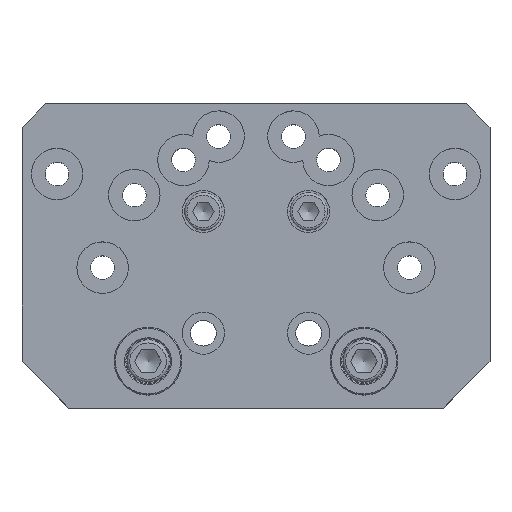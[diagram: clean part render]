
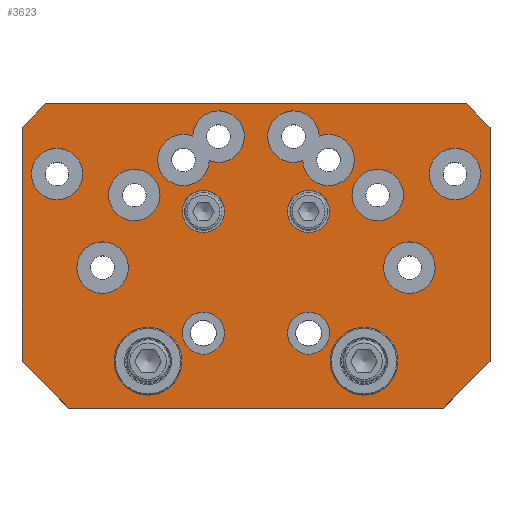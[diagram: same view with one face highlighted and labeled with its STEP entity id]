
A CAD part, top view. The second image highlights one B-rep face of the part: STEP entity #3623.
In plain terms, the highlighted planar face has unit normal (0, 0, 1).
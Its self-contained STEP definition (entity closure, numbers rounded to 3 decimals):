
#1321=CARTESIAN_POINT('',(-46.143,-159.5,112.));
#1322=VERTEX_POINT('',#1321);
#1323=CARTESIAN_POINT('',(-46.143,-145.5,112.));
#1324=DIRECTION('',(0.0,0.0,-1.0));
#1325=DIRECTION('',(0.0,-1.0,0.0));
#1326=AXIS2_PLACEMENT_3D('',#1323,#1324,#1325);
#1327=CIRCLE('',#1326,14.);
#1328=EDGE_CURVE('',#1322,#1322,#1327,.T.);
#1365=CARTESIAN_POINT('',(26.997,-49.254,112.));
#1366=VERTEX_POINT('',#1365);
#1375=CARTESIAN_POINT('',(20.003,-59.746,112.));
#1376=VERTEX_POINT('',#1375);
#1377=CARTESIAN_POINT('',(16.,-49.5,112.));
#1378=DIRECTION('',(0.0,0.0,-1.0));
#1379=DIRECTION('',(0.0,-1.0,0.0));
#1380=AXIS2_PLACEMENT_3D('',#1377,#1378,#1379);
#1381=CIRCLE('',#1380,11.0);
#1382=EDGE_CURVE('',#1376,#1366,#1381,.T.);
#1437=CARTESIAN_POINT('',(-26.997,-49.254,112.0));
#1438=VERTEX_POINT('',#1437);
#1454=CARTESIAN_POINT('',(-20.003,-59.746,112.0));
#1455=VERTEX_POINT('',#1454);
#1462=CARTESIAN_POINT('',(-16.,-49.5,112.0));
#1463=DIRECTION('',(0.0,0.0,-1.0));
#1464=DIRECTION('',(0.0,-1.0,0.0));
#1465=AXIS2_PLACEMENT_3D('',#1462,#1463,#1464);
#1466=CIRCLE('',#1465,11.0);
#1467=EDGE_CURVE('',#1438,#1455,#1466,.T.);
#1536=CARTESIAN_POINT('',(-31.,-59.5,112.0));
#1537=DIRECTION('',(0.0,0.0,-1.0));
#1538=DIRECTION('',(0.0,-1.0,0.0));
#1539=AXIS2_PLACEMENT_3D('',#1536,#1537,#1538);
#1540=CIRCLE('',#1539,11.0);
#1541=EDGE_CURVE('',#1455,#1438,#1540,.T.);
#2483=CARTESIAN_POINT('',(100.0,-45.5,112.));
#2484=VERTEX_POINT('',#2483);
#2491=CARTESIAN_POINT('',(100.0,-145.5,112.));
#2492=VERTEX_POINT('',#2491);
#2493=CARTESIAN_POINT('',(100.0,-45.5,112.));
#2494=DIRECTION('',(0.0,-1.0,0.0));
#2495=VECTOR('',#2494,100.);
#2496=LINE('',#2493,#2495);
#2497=EDGE_CURVE('',#2484,#2492,#2496,.T.);
#2514=CARTESIAN_POINT('',(90.0,-35.5,112.));
#2515=VERTEX_POINT('',#2514);
#2522=CARTESIAN_POINT('',(90.0,-35.5,112.));
#2523=DIRECTION('',(0.707,-0.707,0.0));
#2524=VECTOR('',#2523,14.142);
#2525=LINE('',#2522,#2524);
#2526=EDGE_CURVE('',#2515,#2484,#2525,.T.);
#2539=CARTESIAN_POINT('',(-90.,-35.5,112.));
#2540=VERTEX_POINT('',#2539);
#2547=CARTESIAN_POINT('',(90.0,-35.5,112.));
#2548=DIRECTION('',(-1.0,0.0,0.0));
#2549=VECTOR('',#2548,180.0);
#2550=LINE('',#2547,#2549);
#2551=EDGE_CURVE('',#2515,#2540,#2550,.T.);
#2639=CARTESIAN_POINT('',(-80.,-165.5,112.));
#2640=VERTEX_POINT('',#2639);
#2647=CARTESIAN_POINT('',(-100.,-145.5,112.0));
#2648=VERTEX_POINT('',#2647);
#2649=CARTESIAN_POINT('',(-80.,-165.5,112.));
#2650=DIRECTION('',(-0.707,0.707,0.));
#2651=VECTOR('',#2650,28.284);
#2652=LINE('',#2649,#2651);
#2653=EDGE_CURVE('',#2640,#2648,#2652,.T.);
#2701=CARTESIAN_POINT('',(80.0,-165.5,112.));
#2702=VERTEX_POINT('',#2701);
#2709=CARTESIAN_POINT('',(80.0,-165.5,112.));
#2710=DIRECTION('',(-1.0,0.0,0.0));
#2711=VECTOR('',#2710,160.0);
#2712=LINE('',#2709,#2711);
#2713=EDGE_CURVE('',#2702,#2640,#2712,.T.);
#2727=CARTESIAN_POINT('',(100.0,-145.5,112.));
#2728=DIRECTION('',(-0.707,-0.707,0.0));
#2729=VECTOR('',#2728,28.284);
#2730=LINE('',#2727,#2729);
#2731=EDGE_CURVE('',#2492,#2702,#2730,.T.);
#2743=CARTESIAN_POINT('',(-100.,-45.5,112.));
#2744=VERTEX_POINT('',#2743);
#2751=CARTESIAN_POINT('',(-100.0,-45.5,112.));
#2752=DIRECTION('',(0.707,0.707,0.0));
#2753=VECTOR('',#2752,14.142);
#2754=LINE('',#2751,#2753);
#2755=EDGE_CURVE('',#2744,#2540,#2754,.T.);
#2794=CARTESIAN_POINT('',(-52.,-85.5,112.0));
#2795=VERTEX_POINT('',#2794);
#2796=CARTESIAN_POINT('',(-52.,-74.5,112.0));
#2797=DIRECTION('',(0.0,0.0,-1.0));
#2798=DIRECTION('',(0.0,-1.0,0.0));
#2799=AXIS2_PLACEMENT_3D('',#2796,#2797,#2798);
#2800=CIRCLE('',#2799,11.0);
#2801=EDGE_CURVE('',#2795,#2795,#2800,.T.);
#2854=CARTESIAN_POINT('',(52.0,-85.5,112.));
#2855=VERTEX_POINT('',#2854);
#2856=CARTESIAN_POINT('',(52.,-74.5,112.));
#2857=DIRECTION('',(0.0,0.0,-1.0));
#2858=DIRECTION('',(0.0,-1.0,0.0));
#2859=AXIS2_PLACEMENT_3D('',#2856,#2857,#2858);
#2860=CIRCLE('',#2859,11.0);
#2861=EDGE_CURVE('',#2855,#2855,#2860,.T.);
#2905=CARTESIAN_POINT('',(31.,-59.5,112.));
#2906=DIRECTION('',(0.0,0.0,-1.0));
#2907=DIRECTION('',(0.0,-1.0,0.0));
#2908=AXIS2_PLACEMENT_3D('',#2905,#2906,#2907);
#2909=CIRCLE('',#2908,11.0);
#2910=EDGE_CURVE('',#1366,#1376,#2909,.T.);
#2948=CARTESIAN_POINT('',(-65.571,-116.5,112.0));
#2949=VERTEX_POINT('',#2948);
#2950=CARTESIAN_POINT('',(-65.571,-105.5,112.0));
#2951=DIRECTION('',(0.0,0.0,-1.0));
#2952=DIRECTION('',(0.0,-1.0,0.0));
#2953=AXIS2_PLACEMENT_3D('',#2950,#2951,#2952);
#2954=CIRCLE('',#2953,11.0);
#2955=EDGE_CURVE('',#2949,#2949,#2954,.T.);
#3040=CARTESIAN_POINT('',(65.571,-116.5,112.));
#3041=VERTEX_POINT('',#3040);
#3042=CARTESIAN_POINT('',(65.571,-105.5,112.));
#3043=DIRECTION('',(0.0,0.0,-1.0));
#3044=DIRECTION('',(0.0,-1.0,0.0));
#3045=AXIS2_PLACEMENT_3D('',#3042,#3043,#3044);
#3046=CIRCLE('',#3045,11.0);
#3047=EDGE_CURVE('',#3041,#3041,#3046,.T.);
#3117=CARTESIAN_POINT('',(-85.,-76.5,112.0));
#3118=VERTEX_POINT('',#3117);
#3119=CARTESIAN_POINT('',(-85.,-65.5,112.));
#3120=DIRECTION('',(0.0,0.0,-1.0));
#3121=DIRECTION('',(0.0,-1.0,0.0));
#3122=AXIS2_PLACEMENT_3D('',#3119,#3120,#3121);
#3123=CIRCLE('',#3122,11.0);
#3124=EDGE_CURVE('',#3118,#3118,#3123,.T.);
#3177=CARTESIAN_POINT('',(85.0,-76.5,112.));
#3178=VERTEX_POINT('',#3177);
#3179=CARTESIAN_POINT('',(85.0,-65.5,112.));
#3180=DIRECTION('',(0.0,0.0,-1.0));
#3181=DIRECTION('',(0.0,-1.0,0.0));
#3182=AXIS2_PLACEMENT_3D('',#3179,#3180,#3181);
#3183=CIRCLE('',#3182,11.0);
#3184=EDGE_CURVE('',#3178,#3178,#3183,.T.);
#3323=CARTESIAN_POINT('',(-22.5,-142.5,112.));
#3324=VERTEX_POINT('',#3323);
#3325=CARTESIAN_POINT('',(-22.5,-133.5,112.));
#3326=DIRECTION('',(0.0,0.0,-1.0));
#3327=DIRECTION('',(0.0,-1.0,0.0));
#3328=AXIS2_PLACEMENT_3D('',#3325,#3326,#3327);
#3329=CIRCLE('',#3328,9.0);
#3330=EDGE_CURVE('',#3324,#3324,#3329,.T.);
#3383=CARTESIAN_POINT('',(22.5,-142.5,112.));
#3384=VERTEX_POINT('',#3383);
#3385=CARTESIAN_POINT('',(22.5,-133.5,112.));
#3386=DIRECTION('',(0.0,0.0,-1.0));
#3387=DIRECTION('',(0.0,-1.0,0.0));
#3388=AXIS2_PLACEMENT_3D('',#3385,#3386,#3387);
#3389=CIRCLE('',#3388,9.0);
#3390=EDGE_CURVE('',#3384,#3384,#3389,.T.);
#3443=CARTESIAN_POINT('',(-22.5,-90.5,112.));
#3444=VERTEX_POINT('',#3443);
#3445=CARTESIAN_POINT('',(-22.5,-81.5,112.));
#3446=DIRECTION('',(0.0,0.0,-1.0));
#3447=DIRECTION('',(0.0,-1.0,0.0));
#3448=AXIS2_PLACEMENT_3D('',#3445,#3446,#3447);
#3449=CIRCLE('',#3448,9.0);
#3450=EDGE_CURVE('',#3444,#3444,#3449,.T.);
#3496=CARTESIAN_POINT('',(22.5,-90.5,112.));
#3497=VERTEX_POINT('',#3496);
#3498=CARTESIAN_POINT('',(22.5,-81.5,112.));
#3499=DIRECTION('',(0.0,0.0,-1.0));
#3500=DIRECTION('',(0.0,-1.0,0.0));
#3501=AXIS2_PLACEMENT_3D('',#3498,#3499,#3500);
#3502=CIRCLE('',#3501,9.0);
#3503=EDGE_CURVE('',#3497,#3497,#3502,.T.);
#3546=CARTESIAN_POINT('',(-100.,-45.5,112.));
#3547=DIRECTION('',(0.0,-1.0,0.0));
#3548=VECTOR('',#3547,100.0);
#3549=LINE('',#3546,#3548);
#3550=EDGE_CURVE('',#2744,#2648,#3549,.T.);
#3556=CARTESIAN_POINT('',(100.0,-35.5,112.));
#3557=DIRECTION('',(0.0,0.0,1.0));
#3558=DIRECTION('',(-1.0,0.0,0.0));
#3559=AXIS2_PLACEMENT_3D('',#3556,#3557,#3558);
#3560=PLANE('',#3559);
#3561=ORIENTED_EDGE('',*,*,#2653,.F.);
#3562=ORIENTED_EDGE('',*,*,#2713,.F.);
#3563=ORIENTED_EDGE('',*,*,#2731,.F.);
#3564=ORIENTED_EDGE('',*,*,#2497,.F.);
#3565=ORIENTED_EDGE('',*,*,#2526,.F.);
#3566=ORIENTED_EDGE('',*,*,#2551,.T.);
#3567=ORIENTED_EDGE('',*,*,#2755,.F.);
#3568=ORIENTED_EDGE('',*,*,#3550,.T.);
#3569=EDGE_LOOP('',(#3561,#3562,#3563,#3564,#3565,#3566,#3567,#3568));
#3570=FACE_OUTER_BOUND('',#3569,.T.);
#3571=ORIENTED_EDGE('',*,*,#1328,.T.);
#3572=EDGE_LOOP('',(#3571));
#3573=FACE_BOUND('',#3572,.T.);
#3574=ORIENTED_EDGE('',*,*,#3503,.T.);
#3575=EDGE_LOOP('',(#3574));
#3576=FACE_BOUND('',#3575,.T.);
#3577=ORIENTED_EDGE('',*,*,#3450,.T.);
#3578=EDGE_LOOP('',(#3577));
#3579=FACE_BOUND('',#3578,.T.);
#3580=ORIENTED_EDGE('',*,*,#3390,.T.);
#3581=EDGE_LOOP('',(#3580));
#3582=FACE_BOUND('',#3581,.T.);
#3583=ORIENTED_EDGE('',*,*,#3330,.T.);
#3584=EDGE_LOOP('',(#3583));
#3585=FACE_BOUND('',#3584,.T.);
#3586=ORIENTED_EDGE('',*,*,#3184,.T.);
#3587=EDGE_LOOP('',(#3586));
#3588=FACE_BOUND('',#3587,.T.);
#3589=ORIENTED_EDGE('',*,*,#3124,.T.);
#3590=EDGE_LOOP('',(#3589));
#3591=FACE_BOUND('',#3590,.T.);
#3592=ORIENTED_EDGE('',*,*,#3047,.T.);
#3593=EDGE_LOOP('',(#3592));
#3594=FACE_BOUND('',#3593,.T.);
#3595=ORIENTED_EDGE('',*,*,#2955,.T.);
#3596=EDGE_LOOP('',(#3595));
#3597=FACE_BOUND('',#3596,.T.);
#3598=ORIENTED_EDGE('',*,*,#1467,.T.);
#3599=ORIENTED_EDGE('',*,*,#1541,.T.);
#3600=EDGE_LOOP('',(#3598,#3599));
#3601=FACE_BOUND('',#3600,.T.);
#3602=ORIENTED_EDGE('',*,*,#2861,.T.);
#3603=EDGE_LOOP('',(#3602));
#3604=FACE_BOUND('',#3603,.T.);
#3605=ORIENTED_EDGE('',*,*,#2801,.T.);
#3606=EDGE_LOOP('',(#3605));
#3607=FACE_BOUND('',#3606,.T.);
#3608=ORIENTED_EDGE('',*,*,#1382,.T.);
#3609=ORIENTED_EDGE('',*,*,#2910,.T.);
#3610=EDGE_LOOP('',(#3608,#3609));
#3611=FACE_BOUND('',#3610,.T.);
#3612=CARTESIAN_POINT('',(46.143,-159.5,112.));
#3613=VERTEX_POINT('',#3612);
#3614=CARTESIAN_POINT('',(46.143,-145.5,112.));
#3615=DIRECTION('',(0.0,0.0,-1.0));
#3616=DIRECTION('',(0.0,-1.0,0.0));
#3617=AXIS2_PLACEMENT_3D('',#3614,#3615,#3616);
#3618=CIRCLE('',#3617,14.);
#3619=EDGE_CURVE('',#3613,#3613,#3618,.T.);
#3620=ORIENTED_EDGE('',*,*,#3619,.T.);
#3621=EDGE_LOOP('',(#3620));
#3622=FACE_BOUND('',#3621,.T.);
#3623=ADVANCED_FACE('',(#3570,#3573,#3576,#3579,#3582,#3585,#3588,#3591,#3594,#3597,#3601,#3604,#3607,#3611,#3622),#3560,.T.);
